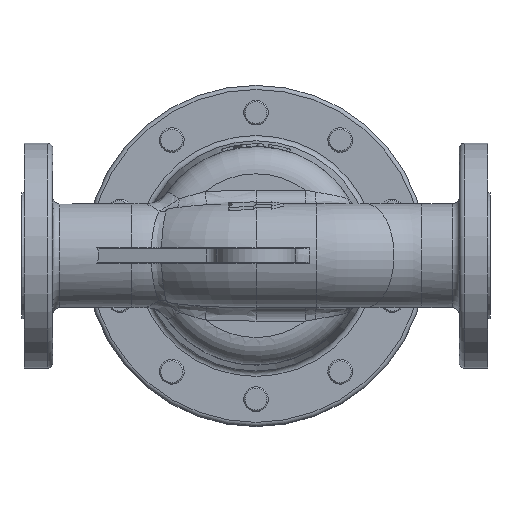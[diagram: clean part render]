
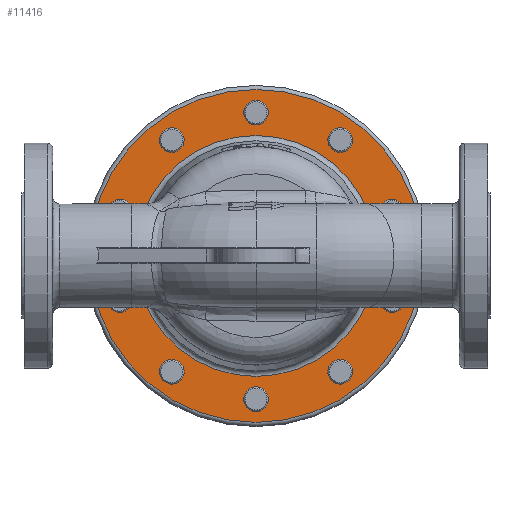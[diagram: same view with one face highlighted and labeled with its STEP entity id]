
A CAD part, top view. The second image highlights one B-rep face of the part: STEP entity #11416.
In plain terms, the highlighted planar face has unit normal (0, 0, 1).
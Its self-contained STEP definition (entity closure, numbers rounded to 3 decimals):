
#8262=CARTESIAN_POINT('',(68.999,79.657,218.5));
#8263=VERTEX_POINT('',#8262);
#8264=CARTESIAN_POINT('',(61.717,84.947,218.5));
#8265=DIRECTION('',(0.0,0.0,-1.0));
#8266=DIRECTION('',(-0.809,0.588,0.0));
#8267=AXIS2_PLACEMENT_3D('',#8264,#8265,#8266);
#8268=CIRCLE('',#8267,9.);
#8269=EDGE_CURVE('',#8263,#8263,#8268,.T.);
#8376=CARTESIAN_POINT('',(102.642,23.887,218.5));
#8377=VERTEX_POINT('',#8376);
#8378=CARTESIAN_POINT('',(99.861,32.447,218.5));
#8379=DIRECTION('',(0.0,0.0,-1.0));
#8380=DIRECTION('',(-0.309,0.951,0.0));
#8381=AXIS2_PLACEMENT_3D('',#8378,#8379,#8380);
#8382=CIRCLE('',#8381,9.);
#8383=EDGE_CURVE('',#8377,#8377,#8382,.T.);
#8490=CARTESIAN_POINT('',(97.08,-41.006,218.5));
#8491=VERTEX_POINT('',#8490);
#8492=CARTESIAN_POINT('',(99.861,-32.447,218.5));
#8493=DIRECTION('',(0.0,0.0,-1.0));
#8494=DIRECTION('',(0.309,0.951,0.0));
#8495=AXIS2_PLACEMENT_3D('',#8492,#8493,#8494);
#8496=CIRCLE('',#8495,9.);
#8497=EDGE_CURVE('',#8491,#8491,#8496,.T.);
#8604=CARTESIAN_POINT('',(54.436,-90.237,218.5));
#8605=VERTEX_POINT('',#8604);
#8606=CARTESIAN_POINT('',(61.717,-84.947,218.5));
#8607=DIRECTION('',(0.0,0.0,-1.0));
#8608=DIRECTION('',(0.809,0.588,0.0));
#8609=AXIS2_PLACEMENT_3D('',#8606,#8607,#8608);
#8610=CIRCLE('',#8609,9.);
#8611=EDGE_CURVE('',#8605,#8605,#8610,.T.);
#8718=CARTESIAN_POINT('',(-9.,-105.0,218.5));
#8719=VERTEX_POINT('',#8718);
#8720=CARTESIAN_POINT('',(0.,-105.0,218.5));
#8721=DIRECTION('',(0.0,0.0,-1.0));
#8722=DIRECTION('',(1.0,0.0,0.0));
#8723=AXIS2_PLACEMENT_3D('',#8720,#8721,#8722);
#8724=CIRCLE('',#8723,9.);
#8725=EDGE_CURVE('',#8719,#8719,#8724,.T.);
#8832=CARTESIAN_POINT('',(-68.999,-79.657,218.5));
#8833=VERTEX_POINT('',#8832);
#8834=CARTESIAN_POINT('',(-61.717,-84.947,218.5));
#8835=DIRECTION('',(0.0,0.0,-1.0));
#8836=DIRECTION('',(0.809,-0.588,0.0));
#8837=AXIS2_PLACEMENT_3D('',#8834,#8835,#8836);
#8838=CIRCLE('',#8837,9.);
#8839=EDGE_CURVE('',#8833,#8833,#8838,.T.);
#8946=CARTESIAN_POINT('',(-102.642,-23.887,218.5));
#8947=VERTEX_POINT('',#8946);
#8948=CARTESIAN_POINT('',(-99.861,-32.447,218.5));
#8949=DIRECTION('',(0.0,0.0,-1.0));
#8950=DIRECTION('',(0.309,-0.951,0.0));
#8951=AXIS2_PLACEMENT_3D('',#8948,#8949,#8950);
#8952=CIRCLE('',#8951,9.);
#8953=EDGE_CURVE('',#8947,#8947,#8952,.T.);
#9060=CARTESIAN_POINT('',(-97.08,41.006,218.5));
#9061=VERTEX_POINT('',#9060);
#9062=CARTESIAN_POINT('',(-99.861,32.447,218.5));
#9063=DIRECTION('',(0.0,0.0,-1.0));
#9064=DIRECTION('',(-0.309,-0.951,0.0));
#9065=AXIS2_PLACEMENT_3D('',#9062,#9063,#9064);
#9066=CIRCLE('',#9065,9.);
#9067=EDGE_CURVE('',#9061,#9061,#9066,.T.);
#9174=CARTESIAN_POINT('',(-54.436,90.237,218.5));
#9175=VERTEX_POINT('',#9174);
#9176=CARTESIAN_POINT('',(-61.717,84.947,218.5));
#9177=DIRECTION('',(0.0,0.0,-1.0));
#9178=DIRECTION('',(-0.809,-0.588,0.0));
#9179=AXIS2_PLACEMENT_3D('',#9176,#9177,#9178);
#9180=CIRCLE('',#9179,9.);
#9181=EDGE_CURVE('',#9175,#9175,#9180,.T.);
#10989=CARTESIAN_POINT('',(9.,105.0,218.5));
#10990=VERTEX_POINT('',#10989);
#10991=CARTESIAN_POINT('',(0.0,105.0,218.5));
#10992=DIRECTION('',(0.0,0.0,-1.0));
#10993=DIRECTION('',(-1.0,0.0,0.0));
#10994=AXIS2_PLACEMENT_3D('',#10991,#10992,#10993);
#10995=CIRCLE('',#10994,9.);
#10996=EDGE_CURVE('',#10990,#10990,#10995,.T.);
#11344=CARTESIAN_POINT('',(122.,0.,218.5));
#11345=VERTEX_POINT('',#11344);
#11346=CARTESIAN_POINT('',(0.0,0.0,218.5));
#11347=DIRECTION('',(0.0,0.0,-1.0));
#11348=DIRECTION('',(-1.0,0.0,0.0));
#11349=AXIS2_PLACEMENT_3D('',#11346,#11347,#11348);
#11350=CIRCLE('',#11349,122.);
#11351=EDGE_CURVE('',#11345,#11345,#11350,.T.);
#11367=CARTESIAN_POINT('',(0.0,0.0,218.5));
#11368=DIRECTION('',(0.0,0.0,-1.0));
#11369=DIRECTION('',(-1.0,0.0,0.0));
#11370=AXIS2_PLACEMENT_3D('',#11367,#11368,#11369);
#11371=PLANE('',#11370);
#11372=ORIENTED_EDGE('',*,*,#11351,.F.);
#11373=EDGE_LOOP('',(#11372));
#11374=FACE_OUTER_BOUND('',#11373,.T.);
#11375=ORIENTED_EDGE('',*,*,#8269,.T.);
#11376=EDGE_LOOP('',(#11375));
#11377=FACE_BOUND('',#11376,.T.);
#11378=ORIENTED_EDGE('',*,*,#8383,.T.);
#11379=EDGE_LOOP('',(#11378));
#11380=FACE_BOUND('',#11379,.T.);
#11381=ORIENTED_EDGE('',*,*,#8497,.T.);
#11382=EDGE_LOOP('',(#11381));
#11383=FACE_BOUND('',#11382,.T.);
#11384=ORIENTED_EDGE('',*,*,#8611,.T.);
#11385=EDGE_LOOP('',(#11384));
#11386=FACE_BOUND('',#11385,.T.);
#11387=ORIENTED_EDGE('',*,*,#8725,.T.);
#11388=EDGE_LOOP('',(#11387));
#11389=FACE_BOUND('',#11388,.T.);
#11390=ORIENTED_EDGE('',*,*,#8839,.T.);
#11391=EDGE_LOOP('',(#11390));
#11392=FACE_BOUND('',#11391,.T.);
#11393=ORIENTED_EDGE('',*,*,#8953,.T.);
#11394=EDGE_LOOP('',(#11393));
#11395=FACE_BOUND('',#11394,.T.);
#11396=ORIENTED_EDGE('',*,*,#9067,.T.);
#11397=EDGE_LOOP('',(#11396));
#11398=FACE_BOUND('',#11397,.T.);
#11399=ORIENTED_EDGE('',*,*,#9181,.T.);
#11400=EDGE_LOOP('',(#11399));
#11401=FACE_BOUND('',#11400,.T.);
#11402=ORIENTED_EDGE('',*,*,#10996,.T.);
#11403=EDGE_LOOP('',(#11402));
#11404=FACE_BOUND('',#11403,.T.);
#11405=CARTESIAN_POINT('',(88.279,0.,218.5));
#11406=VERTEX_POINT('',#11405);
#11407=CARTESIAN_POINT('',(0.0,0.0,218.5));
#11408=DIRECTION('',(0.0,0.0,1.0));
#11409=DIRECTION('',(-1.0,0.0,0.0));
#11410=AXIS2_PLACEMENT_3D('',#11407,#11408,#11409);
#11411=CIRCLE('',#11410,88.279);
#11412=EDGE_CURVE('',#11406,#11406,#11411,.T.);
#11413=ORIENTED_EDGE('',*,*,#11412,.F.);
#11414=EDGE_LOOP('',(#11413));
#11415=FACE_BOUND('',#11414,.T.);
#11416=ADVANCED_FACE('',(#11374,#11377,#11380,#11383,#11386,#11389,#11392,#11395,#11398,#11401,#11404,#11415),#11371,.F.);
